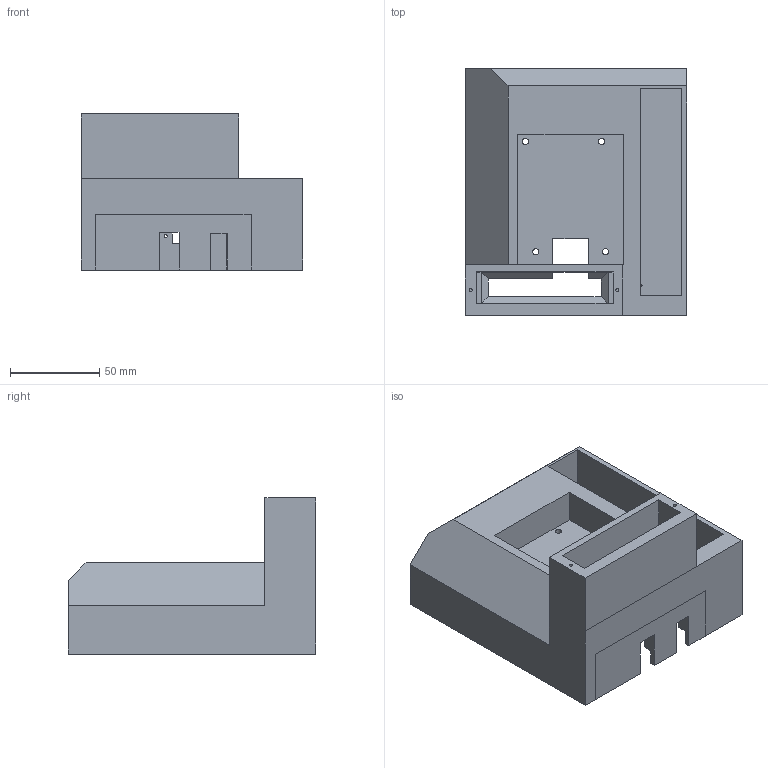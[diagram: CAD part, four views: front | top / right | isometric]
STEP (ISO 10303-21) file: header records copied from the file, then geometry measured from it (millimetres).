
FILE_DESCRIPTION(('HOOPS Exchange Step'),'2;1');
FILE_NAME('temp_export','2023-01-03T23:17:58+08:00',('mobile'),('Shapr3D Limited'),'HOOPS Exchange 2022.1','Shapr3D','Authorized');
FILE_SCHEMA( ('AUTOMOTIVE_DESIGN { 1 0 10303 214 1 1 1 1 }') );
Length unit declared in the file: millimetre
Products named in the file (1): Base
Bounding box: 124 x 138.47 x 87.25 mm (x, y, z)
Volume: 394306 mm3; surface area: 105306 mm2
Topology: 1 solids, 1 shells, 128 faces, 361 edges, 245 vertices
Faces by surface type: plane 110, cylinder 18
Full cylindrical faces by diameter (mm): 1.8 x8, 2.7 x6, 3.5 x4
Entity records: 4187 total; most frequent: CARTESIAN_POINT 735, ORIENTED_EDGE 722, DIRECTION 673, EDGE_CURVE 361, VECTOR 307, LINE 307, VERTEX_POINT 245, AXIS2_PLACEMENT_3D 183
